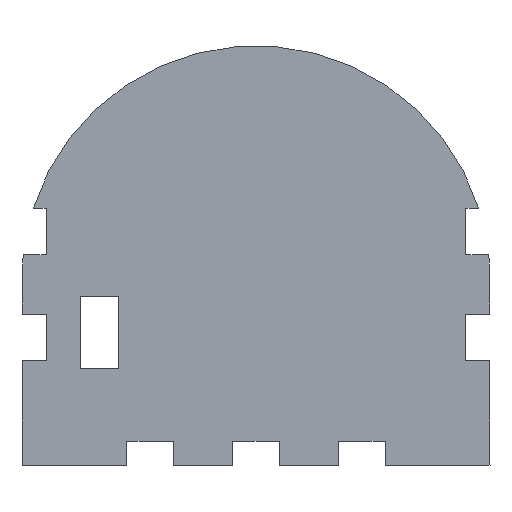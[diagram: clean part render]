
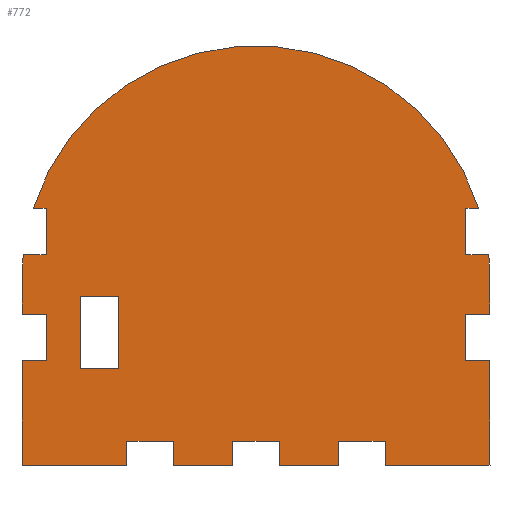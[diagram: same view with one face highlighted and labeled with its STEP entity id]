
A CAD part, left-side view. The second image highlights one B-rep face of the part: STEP entity #772.
In plain terms, the highlighted planar face has unit normal (-1, 0, 0).
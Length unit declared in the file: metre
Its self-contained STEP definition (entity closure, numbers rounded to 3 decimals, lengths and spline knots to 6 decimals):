
#13=CIRCLE('',#800,0.029);
#15=CIRCLE('',#806,0.029);
#17=CIRCLE('',#812,0.029);
#165=ORIENTED_EDGE('',*,*,#242,.T.);
#166=ORIENTED_EDGE('',*,*,#237,.T.);
#167=ORIENTED_EDGE('',*,*,#344,.T.);
#168=ORIENTED_EDGE('',*,*,#245,.T.);
#169=ORIENTED_EDGE('',*,*,#249,.T.);
#170=ORIENTED_EDGE('',*,*,#342,.T.);
#171=ORIENTED_EDGE('',*,*,#339,.T.);
#172=ORIENTED_EDGE('',*,*,#336,.T.);
#173=ORIENTED_EDGE('',*,*,#333,.T.);
#174=ORIENTED_EDGE('',*,*,#330,.T.);
#175=ORIENTED_EDGE('',*,*,#327,.T.);
#176=ORIENTED_EDGE('',*,*,#324,.T.);
#177=ORIENTED_EDGE('',*,*,#321,.T.);
#178=ORIENTED_EDGE('',*,*,#318,.T.);
#179=ORIENTED_EDGE('',*,*,#315,.T.);
#180=ORIENTED_EDGE('',*,*,#312,.T.);
#181=ORIENTED_EDGE('',*,*,#309,.T.);
#182=ORIENTED_EDGE('',*,*,#306,.T.);
#183=ORIENTED_EDGE('',*,*,#303,.T.);
#184=ORIENTED_EDGE('',*,*,#300,.T.);
#185=ORIENTED_EDGE('',*,*,#297,.T.);
#186=ORIENTED_EDGE('',*,*,#294,.T.);
#187=ORIENTED_EDGE('',*,*,#291,.T.);
#188=ORIENTED_EDGE('',*,*,#288,.T.);
#189=ORIENTED_EDGE('',*,*,#285,.F.);
#190=ORIENTED_EDGE('',*,*,#282,.F.);
#191=ORIENTED_EDGE('',*,*,#279,.F.);
#192=ORIENTED_EDGE('',*,*,#276,.F.);
#193=ORIENTED_EDGE('',*,*,#273,.F.);
#194=ORIENTED_EDGE('',*,*,#270,.F.);
#195=ORIENTED_EDGE('',*,*,#267,.F.);
#196=ORIENTED_EDGE('',*,*,#264,.F.);
#197=ORIENTED_EDGE('',*,*,#261,.F.);
#198=ORIENTED_EDGE('',*,*,#258,.F.);
#199=ORIENTED_EDGE('',*,*,#255,.T.);
#200=ORIENTED_EDGE('',*,*,#252,.T.);
#237=EDGE_CURVE('',#345,#346,#417,.T.);
#242=EDGE_CURVE('',#350,#345,#422,.T.);
#245=EDGE_CURVE('',#352,#350,#425,.T.);
#249=EDGE_CURVE('',#356,#355,#429,.T.);
#252=EDGE_CURVE('',#358,#356,#432,.T.);
#255=EDGE_CURVE('',#360,#358,#435,.T.);
#258=EDGE_CURVE('',#360,#362,#438,.T.);
#261=EDGE_CURVE('',#362,#364,#441,.T.);
#264=EDGE_CURVE('',#364,#366,#444,.T.);
#267=EDGE_CURVE('',#366,#368,#447,.T.);
#270=EDGE_CURVE('',#368,#370,#450,.T.);
#273=EDGE_CURVE('',#370,#372,#13,.T.);
#276=EDGE_CURVE('',#372,#374,#454,.T.);
#279=EDGE_CURVE('',#374,#376,#457,.T.);
#282=EDGE_CURVE('',#376,#378,#460,.T.);
#285=EDGE_CURVE('',#378,#380,#15,.T.);
#288=EDGE_CURVE('',#382,#380,#464,.T.);
#291=EDGE_CURVE('',#384,#382,#467,.T.);
#294=EDGE_CURVE('',#386,#384,#470,.T.);
#297=EDGE_CURVE('',#388,#386,#17,.T.);
#300=EDGE_CURVE('',#390,#388,#474,.T.);
#303=EDGE_CURVE('',#392,#390,#477,.T.);
#306=EDGE_CURVE('',#394,#392,#480,.T.);
#309=EDGE_CURVE('',#396,#394,#483,.T.);
#312=EDGE_CURVE('',#398,#396,#486,.T.);
#315=EDGE_CURVE('',#400,#398,#489,.T.);
#318=EDGE_CURVE('',#402,#400,#492,.T.);
#321=EDGE_CURVE('',#404,#402,#495,.T.);
#324=EDGE_CURVE('',#406,#404,#498,.T.);
#327=EDGE_CURVE('',#408,#406,#501,.T.);
#330=EDGE_CURVE('',#410,#408,#504,.T.);
#333=EDGE_CURVE('',#412,#410,#507,.T.);
#336=EDGE_CURVE('',#414,#412,#510,.T.);
#339=EDGE_CURVE('',#416,#414,#513,.T.);
#342=EDGE_CURVE('',#355,#416,#516,.T.);
#344=EDGE_CURVE('',#346,#352,#518,.T.);
#345=VERTEX_POINT('',#1026);
#346=VERTEX_POINT('',#1027);
#350=VERTEX_POINT('',#1037);
#352=VERTEX_POINT('',#1043);
#355=VERTEX_POINT('',#1050);
#356=VERTEX_POINT('',#1052);
#358=VERTEX_POINT('',#1058);
#360=VERTEX_POINT('',#1064);
#362=VERTEX_POINT('',#1070);
#364=VERTEX_POINT('',#1076);
#366=VERTEX_POINT('',#1082);
#368=VERTEX_POINT('',#1088);
#370=VERTEX_POINT('',#1094);
#372=VERTEX_POINT('',#1100);
#374=VERTEX_POINT('',#1106);
#376=VERTEX_POINT('',#1112);
#378=VERTEX_POINT('',#1118);
#380=VERTEX_POINT('',#1124);
#382=VERTEX_POINT('',#1130);
#384=VERTEX_POINT('',#1136);
#386=VERTEX_POINT('',#1142);
#388=VERTEX_POINT('',#1148);
#390=VERTEX_POINT('',#1154);
#392=VERTEX_POINT('',#1160);
#394=VERTEX_POINT('',#1166);
#396=VERTEX_POINT('',#1172);
#398=VERTEX_POINT('',#1178);
#400=VERTEX_POINT('',#1184);
#402=VERTEX_POINT('',#1190);
#404=VERTEX_POINT('',#1196);
#406=VERTEX_POINT('',#1202);
#408=VERTEX_POINT('',#1208);
#410=VERTEX_POINT('',#1214);
#412=VERTEX_POINT('',#1220);
#414=VERTEX_POINT('',#1226);
#416=VERTEX_POINT('',#1232);
#417=LINE('',#1025,#519);
#422=LINE('',#1036,#524);
#425=LINE('',#1042,#527);
#429=LINE('',#1051,#531);
#432=LINE('',#1057,#534);
#435=LINE('',#1063,#537);
#438=LINE('',#1069,#540);
#441=LINE('',#1075,#543);
#444=LINE('',#1081,#546);
#447=LINE('',#1087,#549);
#450=LINE('',#1093,#552);
#454=LINE('',#1105,#556);
#457=LINE('',#1111,#559);
#460=LINE('',#1117,#562);
#464=LINE('',#1129,#566);
#467=LINE('',#1135,#569);
#470=LINE('',#1141,#572);
#474=LINE('',#1153,#576);
#477=LINE('',#1159,#579);
#480=LINE('',#1165,#582);
#483=LINE('',#1171,#585);
#486=LINE('',#1177,#588);
#489=LINE('',#1183,#591);
#492=LINE('',#1189,#594);
#495=LINE('',#1195,#597);
#498=LINE('',#1201,#600);
#501=LINE('',#1207,#603);
#504=LINE('',#1213,#606);
#507=LINE('',#1219,#609);
#510=LINE('',#1225,#612);
#513=LINE('',#1231,#615);
#516=LINE('',#1236,#618);
#518=LINE('',#1239,#620);
#519=VECTOR('',#835,1.);
#524=VECTOR('',#842,1.);
#527=VECTOR('',#847,1.);
#531=VECTOR('',#853,1.);
#534=VECTOR('',#858,1.);
#537=VECTOR('',#863,1.);
#540=VECTOR('',#868,1.);
#543=VECTOR('',#873,1.);
#546=VECTOR('',#878,1.);
#549=VECTOR('',#883,1.);
#552=VECTOR('',#888,1.);
#556=VECTOR('',#900,1.);
#559=VECTOR('',#905,1.);
#562=VECTOR('',#910,1.);
#566=VECTOR('',#922,1.);
#569=VECTOR('',#927,1.);
#572=VECTOR('',#932,1.);
#576=VECTOR('',#944,1.);
#579=VECTOR('',#949,1.);
#582=VECTOR('',#954,1.);
#585=VECTOR('',#959,1.);
#588=VECTOR('',#964,1.);
#591=VECTOR('',#969,1.);
#594=VECTOR('',#974,1.);
#597=VECTOR('',#979,1.);
#600=VECTOR('',#984,1.);
#603=VECTOR('',#989,1.);
#606=VECTOR('',#994,1.);
#609=VECTOR('',#999,1.);
#612=VECTOR('',#1004,1.);
#615=VECTOR('',#1009,1.);
#618=VECTOR('',#1014,1.);
#620=VECTOR('',#1018,1.);
#657=EDGE_LOOP('',(#165,#166,#167,#168));
#658=EDGE_LOOP('',(#169,#170,#171,#172,#173,#174,#175,#176,#177,#178,#179,
#180,#181,#182,#183,#184,#185,#186,#187,#188,#189,#190,#191,#192,#193,#194,
#195,#196,#197,#198,#199,#200));
#697=FACE_BOUND('',#657,.T.);
#698=FACE_BOUND('',#658,.T.);
#734=PLANE('',#829);
#772=ADVANCED_FACE('',(#697,#698),#734,.F.);
#800=AXIS2_PLACEMENT_3D('',#1099,#894,#895);
#806=AXIS2_PLACEMENT_3D('',#1123,#916,#917);
#812=AXIS2_PLACEMENT_3D('',#1147,#938,#939);
#829=AXIS2_PLACEMENT_3D('',#1240,#1019,#1020);
#835=DIRECTION('',(0.,-1.,0.));
#842=DIRECTION('',(0.,0.,1.));
#847=DIRECTION('',(0.,1.,0.));
#853=DIRECTION('',(0.,-1.,0.));
#858=DIRECTION('',(0.,0.,1.));
#863=DIRECTION('',(0.,-1.,0.));
#868=DIRECTION('',(0.,0.,1.));
#873=DIRECTION('',(0.,-1.,0.));
#878=DIRECTION('',(0.,0.,1.));
#883=DIRECTION('',(0.,1.,0.));
#888=DIRECTION('',(0.,0.,1.));
#894=DIRECTION('',(1.,0.,0.));
#895=DIRECTION('',(0.,0.,-1.));
#900=DIRECTION('',(0.,-1.,0.));
#905=DIRECTION('',(0.,0.,1.));
#910=DIRECTION('',(0.,1.,0.));
#916=DIRECTION('',(1.,0.,0.));
#917=DIRECTION('',(0.,0.,-1.));
#922=DIRECTION('',(0.,-1.,0.));
#927=DIRECTION('',(0.,0.,1.));
#932=DIRECTION('',(0.,1.,0.));
#938=DIRECTION('',(-1.,0.,0.));
#939=DIRECTION('',(0.,0.,-1.));
#944=DIRECTION('',(0.,0.,1.));
#949=DIRECTION('',(0.,-1.,0.));
#954=DIRECTION('',(0.,0.,1.));
#959=DIRECTION('',(0.,1.,0.));
#964=DIRECTION('',(0.,0.,1.));
#969=DIRECTION('',(0.,-1.,0.));
#974=DIRECTION('',(0.,0.,-1.));
#979=DIRECTION('',(0.,-1.,0.));
#984=DIRECTION('',(0.,0.,1.));
#989=DIRECTION('',(0.,-1.,0.));
#994=DIRECTION('',(0.,0.,-1.));
#999=DIRECTION('',(0.,-1.,0.));
#1004=DIRECTION('',(0.,0.,1.));
#1009=DIRECTION('',(0.,-1.,0.));
#1014=DIRECTION('',(0.,0.,-1.));
#1018=DIRECTION('',(0.,0.,-1.));
#1019=DIRECTION('',(1.,0.,0.));
#1020=DIRECTION('',(0.,1.,0.));
#1025=CARTESIAN_POINT('',(0.055,-0.0115,0.0209));
#1026=CARTESIAN_POINT('',(0.055,-0.00722,0.0209));
#1027=CARTESIAN_POINT('',(0.055,-0.012,0.0209));
#1036=CARTESIAN_POINT('',(0.055,-0.00722,0.01643));
#1037=CARTESIAN_POINT('',(0.055,-0.00722,0.01196));
#1042=CARTESIAN_POINT('',(0.055,-0.00961,0.01196));
#1043=CARTESIAN_POINT('',(0.055,-0.012,0.01196));
#1050=CARTESIAN_POINT('',(0.055,-0.01875,0.003));
#1051=CARTESIAN_POINT('',(0.055,-0.017313,0.003));
#1052=CARTESIAN_POINT('',(0.055,-0.013,0.003));
#1057=CARTESIAN_POINT('',(0.055,-0.013,0.0015));
#1058=CARTESIAN_POINT('',(0.055,-0.013,0.));
#1063=CARTESIAN_POINT('',(0.055,-0.0065,0.));
#1064=CARTESIAN_POINT('',(0.055,0.,0.));
#1069=CARTESIAN_POINT('',(0.055,0.,0.0065));
#1070=CARTESIAN_POINT('',(0.055,0.,0.013));
#1075=CARTESIAN_POINT('',(0.055,-0.0015,0.013));
#1076=CARTESIAN_POINT('',(0.055,-0.003,0.013));
#1081=CARTESIAN_POINT('',(0.055,-0.003,0.015875));
#1082=CARTESIAN_POINT('',(0.055,-0.003,0.01875));
#1087=CARTESIAN_POINT('',(0.055,-0.0015,0.01875));
#1088=CARTESIAN_POINT('',(0.055,0.,0.01875));
#1093=CARTESIAN_POINT('',(0.055,0.,0.020875));
#1094=CARTESIAN_POINT('',(0.055,0.,0.023));
#1099=CARTESIAN_POINT('',(0.055,-0.029,0.023));
#1100=CARTESIAN_POINT('',(0.055,-0.000169,0.026125));
#1105=CARTESIAN_POINT('',(0.055,-0.001584,0.026125));
#1106=CARTESIAN_POINT('',(0.055,-0.003,0.026125));
#1111=CARTESIAN_POINT('',(0.055,-0.003,0.029));
#1112=CARTESIAN_POINT('',(0.055,-0.003,0.031875));
#1117=CARTESIAN_POINT('',(0.055,-0.002196,0.031875));
#1118=CARTESIAN_POINT('',(0.055,-0.001391,0.031875));
#1123=CARTESIAN_POINT('',(0.055,-0.029,0.023));
#1124=CARTESIAN_POINT('',(0.055,-0.056609,0.031875));
#1129=CARTESIAN_POINT('',(0.055,-0.055804,0.031875));
#1130=CARTESIAN_POINT('',(0.055,-0.055,0.031875));
#1135=CARTESIAN_POINT('',(0.055,-0.055,0.029));
#1136=CARTESIAN_POINT('',(0.055,-0.055,0.026125));
#1141=CARTESIAN_POINT('',(0.055,-0.056416,0.026125));
#1142=CARTESIAN_POINT('',(0.055,-0.057831,0.026125));
#1147=CARTESIAN_POINT('',(0.055,-0.029,0.023));
#1148=CARTESIAN_POINT('',(0.055,-0.058,0.023));
#1153=CARTESIAN_POINT('',(0.055,-0.058,0.020875));
#1154=CARTESIAN_POINT('',(0.055,-0.058,0.01875));
#1159=CARTESIAN_POINT('',(0.055,-0.0565,0.01875));
#1160=CARTESIAN_POINT('',(0.055,-0.055,0.01875));
#1165=CARTESIAN_POINT('',(0.055,-0.055,0.015875));
#1166=CARTESIAN_POINT('',(0.055,-0.055,0.013));
#1171=CARTESIAN_POINT('',(0.055,-0.0565,0.013));
#1172=CARTESIAN_POINT('',(0.055,-0.058,0.013));
#1177=CARTESIAN_POINT('',(0.055,-0.058,0.0065));
#1178=CARTESIAN_POINT('',(0.055,-0.058,0.));
#1183=CARTESIAN_POINT('',(0.055,-0.0515,0.));
#1184=CARTESIAN_POINT('',(0.055,-0.045,0.));
#1189=CARTESIAN_POINT('',(0.055,-0.045,0.0015));
#1190=CARTESIAN_POINT('',(0.055,-0.045,0.003));
#1195=CARTESIAN_POINT('',(0.055,-0.042125,0.003));
#1196=CARTESIAN_POINT('',(0.055,-0.03925,0.003));
#1201=CARTESIAN_POINT('',(0.055,-0.03925,0.0015));
#1202=CARTESIAN_POINT('',(0.055,-0.03925,0.));
#1207=CARTESIAN_POINT('',(0.055,-0.035563,0.));
#1208=CARTESIAN_POINT('',(0.055,-0.031875,0.));
#1213=CARTESIAN_POINT('',(0.055,-0.031875,0.0015));
#1214=CARTESIAN_POINT('',(0.055,-0.031875,0.003));
#1219=CARTESIAN_POINT('',(0.055,-0.029,0.003));
#1220=CARTESIAN_POINT('',(0.055,-0.026125,0.003));
#1225=CARTESIAN_POINT('',(0.055,-0.026125,0.0015));
#1226=CARTESIAN_POINT('',(0.055,-0.026125,0.));
#1231=CARTESIAN_POINT('',(0.055,-0.022438,0.));
#1232=CARTESIAN_POINT('',(0.055,-0.01875,0.));
#1236=CARTESIAN_POINT('',(0.055,-0.01875,0.0015));
#1239=CARTESIAN_POINT('',(0.055,-0.012,0.01643));
#1240=CARTESIAN_POINT('',(0.055,-0.029,0.026));
